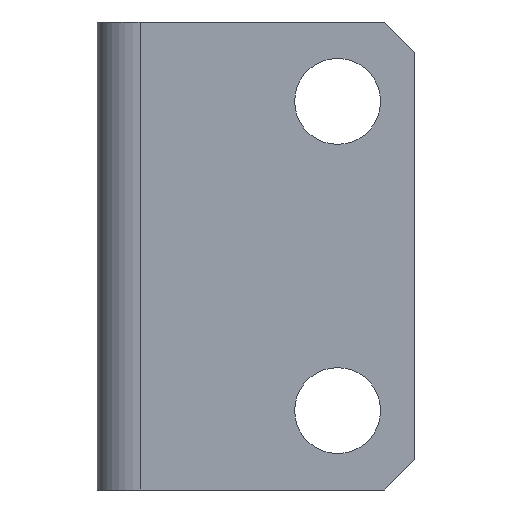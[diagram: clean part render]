
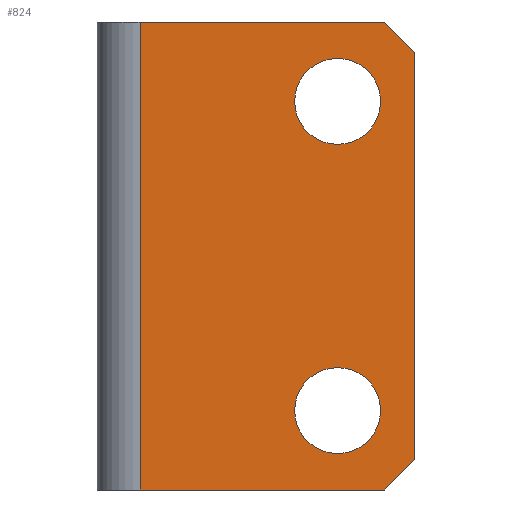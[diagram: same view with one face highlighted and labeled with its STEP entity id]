
A CAD part, front view. The second image highlights one B-rep face of the part: STEP entity #824.
In plain terms, the highlighted planar face has unit normal (0, -1, 0).
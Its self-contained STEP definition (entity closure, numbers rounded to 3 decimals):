
#10 = EDGE_CURVE ( 'NONE', #594, #571, #411, .T. ) ;
#31 = EDGE_CURVE ( 'NONE', #597, #544, #311, .T. ) ;
#37 = EDGE_CURVE ( 'NONE', #548, #545, #262, .T. ) ;
#38 = EDGE_CURVE ( 'NONE', #544, #597, #270, .T. ) ;
#48 = EDGE_CURVE ( 'NONE', #546, #534, #223, .T. ) ;
#49 = EDGE_CURVE ( 'NONE', #542, #584, #425, .T. ) ;
#54 = EDGE_CURVE ( 'NONE', #594, #542, #175, .T. ) ;
#58 = EDGE_CURVE ( 'NONE', #584, #534, #230, .T. ) ;
#60 = EDGE_CURVE ( 'NONE', #546, #571, #224, .T. ) ;
#70 = EDGE_CURVE ( 'NONE', #545, #548, #165, .T. ) ;
#80 = AXIS2_PLACEMENT_3D ( 'NONE', #601, #567, #562 ) ;
#85 = AXIS2_PLACEMENT_3D ( 'NONE', #753, #758, #746 ) ;
#96 = AXIS2_PLACEMENT_3D ( 'NONE', #514, #511, #510 ) ;
#98 = AXIS2_PLACEMENT_3D ( 'NONE', #533, #522, #515 ) ;
#108 = AXIS2_PLACEMENT_3D ( 'NONE', #523, #805, #468 ) ;
#139 = VECTOR ( 'NONE', #713, 1000. ) ;
#140 = VECTOR ( 'NONE', #726, 1000. ) ;
#141 = FACE_BOUND ( 'NONE', #333, .T. ) ;
#165 = CIRCLE ( 'NONE', #85, 5. ) ;
#175 = LINE ( 'NONE', #727, #140 ) ;
#203 = FACE_BOUND ( 'NONE', #448, .T. ) ;
#208 = FACE_OUTER_BOUND ( 'NONE', #325, .T. ) ;
#220 = VECTOR ( 'NONE', #736, 1000. ) ;
#223 = LINE ( 'NONE', #744, #225 ) ;
#224 = LINE ( 'NONE', #714, #139 ) ;
#225 = VECTOR ( 'NONE', #740, 1000. ) ;
#230 = LINE ( 'NONE', #718, #252 ) ;
#237 = ORIENTED_EDGE ( 'NONE', *, *, #60, .T. ) ;
#252 = VECTOR ( 'NONE', #717, 1000. ) ;
#256 = ORIENTED_EDGE ( 'NONE', *, *, #31, .T. ) ;
#262 = CIRCLE ( 'NONE', #98, 5. ) ;
#267 = VECTOR ( 'NONE', #666, 1000. ) ;
#270 = CIRCLE ( 'NONE', #96, 5. ) ;
#299 = ORIENTED_EDGE ( 'NONE', *, *, #38, .T. ) ;
#306 = ORIENTED_EDGE ( 'NONE', *, *, #48, .F. ) ;
#311 = CIRCLE ( 'NONE', #80, 5. ) ;
#325 = EDGE_LOOP ( 'NONE', ( #382, #436, #358, #444, #306, #237 ) ) ;
#333 = EDGE_LOOP ( 'NONE', ( #380, #453 ) ) ;
#358 = ORIENTED_EDGE ( 'NONE', *, *, #49, .T. ) ;
#380 = ORIENTED_EDGE ( 'NONE', *, *, #70, .T. ) ;
#382 = ORIENTED_EDGE ( 'NONE', *, *, #10, .F. ) ;
#411 = LINE ( 'NONE', #600, #267 ) ;
#425 = LINE ( 'NONE', #455, #220 ) ;
#436 = ORIENTED_EDGE ( 'NONE', *, *, #54, .T. ) ;
#444 = ORIENTED_EDGE ( 'NONE', *, *, #58, .T. ) ;
#448 = EDGE_LOOP ( 'NONE', ( #256, #299 ) ) ;
#453 = ORIENTED_EDGE ( 'NONE', *, *, #37, .T. ) ;
#455 = CARTESIAN_POINT ( 'NONE',  ( 0., 0., 0. ) ) ;
#459 = CARTESIAN_POINT ( 'NONE',  ( 37., 0., 3.5 ) ) ;
#468 = DIRECTION ( 'NONE',  ( 0., 0., 1. ) ) ;
#510 = DIRECTION ( 'NONE',  ( 0., 0., 1. ) ) ;
#511 = DIRECTION ( 'NONE',  ( 0., 1., 0. ) ) ;
#514 = CARTESIAN_POINT ( 'NONE',  ( 28., 0., 9.25 ) ) ;
#515 = DIRECTION ( 'NONE',  ( 0., 0., 1. ) ) ;
#516 = CARTESIAN_POINT ( 'NONE',  ( 28., 0., 40.25 ) ) ;
#517 = CARTESIAN_POINT ( 'NONE',  ( 28., 0., 50.25 ) ) ;
#522 = DIRECTION ( 'NONE',  ( 0., 1., 0. ) ) ;
#523 = CARTESIAN_POINT ( 'NONE',  ( 0., 0., 54.5 ) ) ;
#533 = CARTESIAN_POINT ( 'NONE',  ( 28., 0., 45.25 ) ) ;
#534 = VERTEX_POINT ( 'NONE', #459 ) ;
#542 = VERTEX_POINT ( 'NONE', #793 ) ;
#544 = VERTEX_POINT ( 'NONE', #757 ) ;
#545 = VERTEX_POINT ( 'NONE', #517 ) ;
#546 = VERTEX_POINT ( 'NONE', #694 ) ;
#548 = VERTEX_POINT ( 'NONE', #516 ) ;
#562 = DIRECTION ( 'NONE',  ( 0., 0., 1. ) ) ;
#567 = DIRECTION ( 'NONE',  ( 0., 1., 0. ) ) ;
#571 = VERTEX_POINT ( 'NONE', #637 ) ;
#584 = VERTEX_POINT ( 'NONE', #638 ) ;
#594 = VERTEX_POINT ( 'NONE', #648 ) ;
#597 = VERTEX_POINT ( 'NONE', #634 ) ;
#600 = CARTESIAN_POINT ( 'NONE',  ( 0., 0., 54.5 ) ) ;
#601 = CARTESIAN_POINT ( 'NONE',  ( 28., 0., 9.25 ) ) ;
#611 = PLANE ( 'NONE',  #108 ) ;
#634 = CARTESIAN_POINT ( 'NONE',  ( 28., 0., 14.25 ) ) ;
#637 = CARTESIAN_POINT ( 'NONE',  ( 33.5, 0., 54.5 ) ) ;
#638 = CARTESIAN_POINT ( 'NONE',  ( 33.5, 0., 0. ) ) ;
#648 = CARTESIAN_POINT ( 'NONE',  ( 5., 0., 54.5 ) ) ;
#666 = DIRECTION ( 'NONE',  ( 1., 0., 0. ) ) ;
#694 = CARTESIAN_POINT ( 'NONE',  ( 37., 0., 51. ) ) ;
#713 = DIRECTION ( 'NONE',  ( -0.707, 0., 0.707 ) ) ;
#714 = CARTESIAN_POINT ( 'NONE',  ( 33.5, 0., 54.5 ) ) ;
#717 = DIRECTION ( 'NONE',  ( 0.707, 0., 0.707 ) ) ;
#718 = CARTESIAN_POINT ( 'NONE',  ( 37., 0., 3.5 ) ) ;
#726 = DIRECTION ( 'NONE',  ( 0., 0., -1. ) ) ;
#727 = CARTESIAN_POINT ( 'NONE',  ( 5., 0., 54.5 ) ) ;
#736 = DIRECTION ( 'NONE',  ( 1., 0., 0. ) ) ;
#740 = DIRECTION ( 'NONE',  ( 0., 0., -1. ) ) ;
#744 = CARTESIAN_POINT ( 'NONE',  ( 37., 0., 54.5 ) ) ;
#746 = DIRECTION ( 'NONE',  ( 0., 0., 1. ) ) ;
#753 = CARTESIAN_POINT ( 'NONE',  ( 28., 0., 45.25 ) ) ;
#757 = CARTESIAN_POINT ( 'NONE',  ( 28., 0., 4.25 ) ) ;
#758 = DIRECTION ( 'NONE',  ( 0., 1., 0. ) ) ;
#793 = CARTESIAN_POINT ( 'NONE',  ( 5., 0., 0. ) ) ;
#805 = DIRECTION ( 'NONE',  ( 0., 1., 0. ) ) ;
#824 = ADVANCED_FACE ( 'NONE', ( #203, #141, #208 ), #611, .F. ) ;
